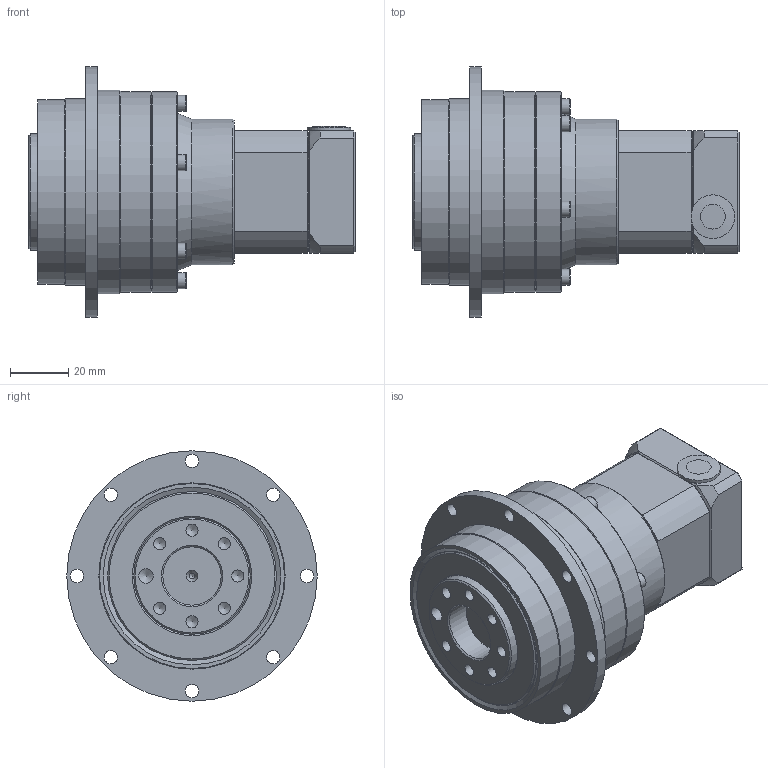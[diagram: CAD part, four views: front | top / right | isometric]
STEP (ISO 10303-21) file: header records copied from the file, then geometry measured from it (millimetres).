
FILE_DESCRIPTION(/* description */ (''),/* implementation_level */ '2;1');
FILE_NAME(/* name */ 'NF06400A2-042A.stp',/* time_stamp */ '2019-12-12T12:02:31+09:00',/* author */ ('S.M.SEO'),/* organization */ (''),/* preprocessor_version */ 'ST-DEVELOPER v16.1',/* originating_system */ 'Autodesk Inventor 2016',/* authorisation */ '');
FILE_SCHEMA (('AUTOMOTIVE_DESIGN { 1 0 10303 214 3 1 1 }'));
Length unit declared in the file: millimetre
Products named in the file (1): NF06400A2-042A
Bounding box: 112 x 86 x 86 mm (x, y, z)
Volume: 212144.3 mm3; surface area: 62901.6 mm2
Topology: 2 solids, 13 shells, 438 faces, 1003 edges, 625 vertices
Faces by surface type: plane 204, cylinder 117, cone 90, torus 23, sphere 4
Full cylindrical faces by diameter (mm): 2 x1, 2.459 x5, 3 x11, 3.242 x10, 3.4 x9, 4.134 x7, 4.5 x14, 5 x1, 5.5 x11, 6 x8, 7 x1, 8 x1, 8.5 x1, 11 x1, 13 x1, 15 x1, 20 x1, 27 x1, 28 x1, 30 x1, 37 x1, 39.3 x1, 40 x3, 43.5 x1, 48.9 x1, 50 x1, 58 x2, 63.5 x1, 64 x1, 69 x2
Entity records: 11106 total; most frequent: CARTESIAN_POINT 2114, DIRECTION 1855, ORIENTED_EDGE 1488, AXIS2_PLACEMENT_3D 797, EDGE_CURVE 744, EDGE_LOOP 696, VERTEX_POINT 555, FACE_OUTER_BOUND 438
